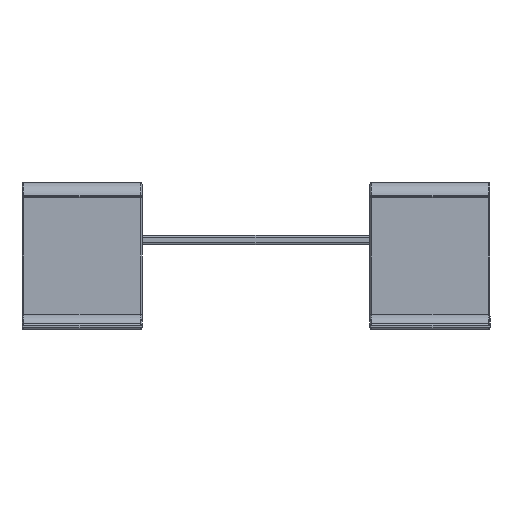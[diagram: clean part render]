
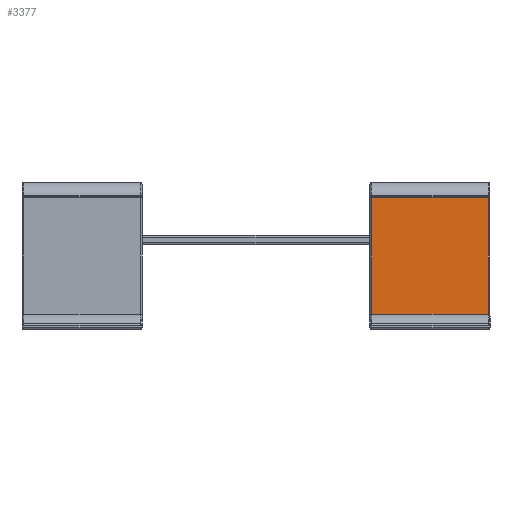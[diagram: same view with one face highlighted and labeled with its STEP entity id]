
A CAD part, left-side view. The second image highlights one B-rep face of the part: STEP entity #3377.
In plain terms, the highlighted planar face has unit normal (-1, 0, 0).
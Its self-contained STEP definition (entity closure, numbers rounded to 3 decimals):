
#139=LINE('',#5587,#327);
#154=LINE('',#5633,#342);
#182=LINE('',#5745,#370);
#183=LINE('',#5746,#371);
#327=VECTOR('',#4350,10.);
#342=VECTOR('',#4407,10.);
#370=VECTOR('',#4551,10.);
#371=VECTOR('',#4552,10.);
#725=FACE_OUTER_BOUND('',#957,.T.);
#957=EDGE_LOOP('',(#2555,#2556,#2557,#2558));
#1531=VERTEX_POINT('',#5578);
#1533=VERTEX_POINT('',#5584);
#1542=VERTEX_POINT('',#5624);
#1544=VERTEX_POINT('',#5630);
#1853=EDGE_CURVE('',#1531,#1533,#139,.T.);
#1879=EDGE_CURVE('',#1544,#1542,#154,.T.);
#1936=EDGE_CURVE('',#1542,#1531,#182,.T.);
#1937=EDGE_CURVE('',#1544,#1533,#183,.T.);
#2555=ORIENTED_EDGE('',*,*,#1879,.T.);
#2556=ORIENTED_EDGE('',*,*,#1936,.T.);
#2557=ORIENTED_EDGE('',*,*,#1853,.T.);
#2558=ORIENTED_EDGE('',*,*,#1937,.F.);
#3276=PLANE('',#3736);
#3377=ADVANCED_FACE('',(#725),#3276,.F.);
#3736=AXIS2_PLACEMENT_3D('',#5744,#4549,#4550);
#4350=DIRECTION('',(0.,-1.,0.));
#4407=DIRECTION('',(0.,1.,0.));
#4549=DIRECTION('center_axis',(1.,0.,0.));
#4550=DIRECTION('ref_axis',(0.,0.,1.));
#4551=DIRECTION('',(0.,0.,-1.));
#4552=DIRECTION('',(0.,0.,-1.));
#5578=CARTESIAN_POINT('',(-181.9,31.,19.1));
#5584=CARTESIAN_POINT('',(-181.9,-31.,19.1));
#5587=CARTESIAN_POINT('',(-181.9,15.5,19.1));
#5624=CARTESIAN_POINT('',(-181.9,31.,80.9));
#5630=CARTESIAN_POINT('',(-181.9,-31.,80.9));
#5633=CARTESIAN_POINT('',(-181.9,33.,80.9));
#5744=CARTESIAN_POINT('Origin',(-181.9,31.,18.1));
#5745=CARTESIAN_POINT('',(-181.9,31.,81.9));
#5746=CARTESIAN_POINT('',(-181.9,-31.,81.9));
